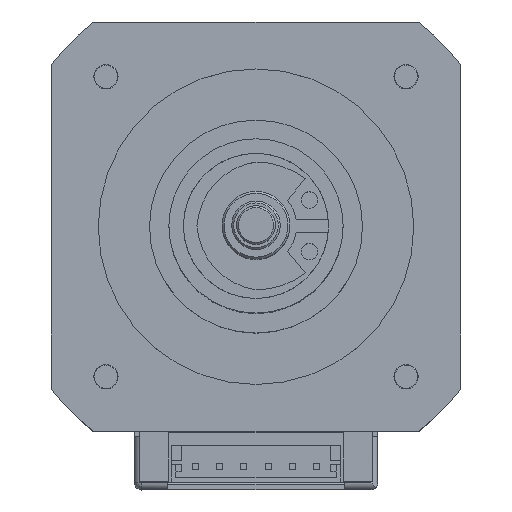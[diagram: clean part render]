
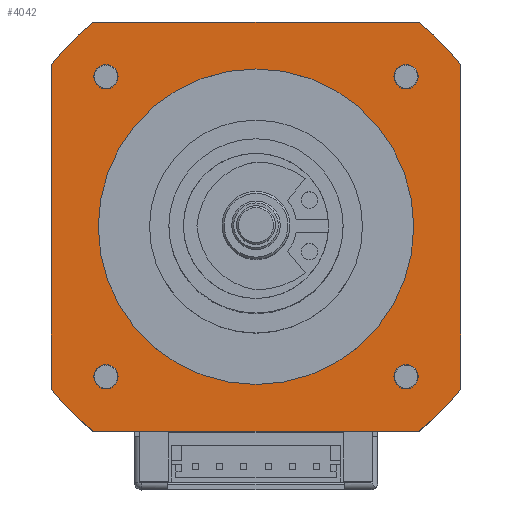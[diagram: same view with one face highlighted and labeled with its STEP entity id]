
A CAD part, top view. The second image highlights one B-rep face of the part: STEP entity #4042.
In plain terms, the highlighted planar face has unit normal (0, 0, 1).
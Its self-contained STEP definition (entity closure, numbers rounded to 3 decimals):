
#3401=CARTESIAN_POINT('',(-14.25,-15.5,16.15));
#3402=VERTEX_POINT('',#3401);
#3403=CARTESIAN_POINT('',(-15.5,-15.5,16.15));
#3404=DIRECTION('',(0.0,0.0,-1.0));
#3405=DIRECTION('',(1.0,0.0,0.0));
#3406=AXIS2_PLACEMENT_3D('',#3403,#3404,#3405);
#3407=CIRCLE('',#3406,1.25);
#3408=EDGE_CURVE('',#3402,#3402,#3407,.T.);
#3429=CARTESIAN_POINT('',(-14.25,15.5,16.15));
#3430=VERTEX_POINT('',#3429);
#3431=CARTESIAN_POINT('',(-15.5,15.5,16.15));
#3432=DIRECTION('',(0.0,0.0,-1.0));
#3433=DIRECTION('',(1.0,0.0,0.0));
#3434=AXIS2_PLACEMENT_3D('',#3431,#3432,#3433);
#3435=CIRCLE('',#3434,1.25);
#3436=EDGE_CURVE('',#3430,#3430,#3435,.T.);
#3457=CARTESIAN_POINT('',(16.75,15.5,16.15));
#3458=VERTEX_POINT('',#3457);
#3459=CARTESIAN_POINT('',(15.5,15.5,16.15));
#3460=DIRECTION('',(0.0,0.0,-1.0));
#3461=DIRECTION('',(1.0,0.0,0.0));
#3462=AXIS2_PLACEMENT_3D('',#3459,#3460,#3461);
#3463=CIRCLE('',#3462,1.25);
#3464=EDGE_CURVE('',#3458,#3458,#3463,.T.);
#3485=CARTESIAN_POINT('',(16.75,-15.5,16.15));
#3486=VERTEX_POINT('',#3485);
#3487=CARTESIAN_POINT('',(15.5,-15.5,16.15));
#3488=DIRECTION('',(0.0,0.0,-1.0));
#3489=DIRECTION('',(1.0,0.0,0.0));
#3490=AXIS2_PLACEMENT_3D('',#3487,#3488,#3489);
#3491=CIRCLE('',#3490,1.25);
#3492=EDGE_CURVE('',#3486,#3486,#3491,.T.);
#3552=CARTESIAN_POINT('',(16.3,0.,16.15));
#3553=VERTEX_POINT('',#3552);
#3554=CARTESIAN_POINT('',(0.,0.0,16.15));
#3555=DIRECTION('',(0.0,0.0,-1.0));
#3556=DIRECTION('',(-1.0,0.0,0.0));
#3557=AXIS2_PLACEMENT_3D('',#3554,#3555,#3556);
#3558=CIRCLE('',#3557,16.3);
#3559=EDGE_CURVE('',#3553,#3553,#3558,.T.);
#3728=CARTESIAN_POINT('',(21.15,16.783,16.15));
#3729=VERTEX_POINT('',#3728);
#3736=CARTESIAN_POINT('',(21.15,-16.783,16.15));
#3737=VERTEX_POINT('',#3736);
#3738=CARTESIAN_POINT('',(21.15,-16.783,16.15));
#3739=DIRECTION('',(0.0,1.0,0.0));
#3740=VECTOR('',#3739,33.567);
#3741=LINE('',#3738,#3740);
#3742=EDGE_CURVE('',#3737,#3729,#3741,.T.);
#3777=CARTESIAN_POINT('',(-16.783,21.15,16.15));
#3778=VERTEX_POINT('',#3777);
#3785=CARTESIAN_POINT('',(16.783,21.15,16.15));
#3786=VERTEX_POINT('',#3785);
#3787=CARTESIAN_POINT('',(16.783,21.15,16.15));
#3788=DIRECTION('',(-1.0,0.0,0.0));
#3789=VECTOR('',#3788,33.567);
#3790=LINE('',#3787,#3789);
#3791=EDGE_CURVE('',#3786,#3778,#3790,.T.);
#3890=CARTESIAN_POINT('',(-21.15,-16.783,16.15));
#3891=VERTEX_POINT('',#3890);
#3892=CARTESIAN_POINT('',(-16.783,-21.15,16.15));
#3893=VERTEX_POINT('',#3892);
#3894=CARTESIAN_POINT('',(0.,0.0,16.15));
#3895=DIRECTION('',(0.0,0.0,1.0));
#3896=DIRECTION('',(0.622,0.783,0.0));
#3897=AXIS2_PLACEMENT_3D('',#3894,#3895,#3896);
#3898=CIRCLE('',#3897,27.0);
#3899=EDGE_CURVE('',#3891,#3893,#3898,.T.);
#3950=CARTESIAN_POINT('',(-21.15,16.783,16.15));
#3951=VERTEX_POINT('',#3950);
#3952=CARTESIAN_POINT('',(-21.15,16.783,16.15));
#3953=DIRECTION('',(0.0,-1.0,0.0));
#3954=VECTOR('',#3953,33.567);
#3955=LINE('',#3952,#3954);
#3956=EDGE_CURVE('',#3951,#3891,#3955,.T.);
#3975=CARTESIAN_POINT('',(16.783,-21.15,16.15));
#3976=VERTEX_POINT('',#3975);
#3977=CARTESIAN_POINT('',(0.,0.0,16.15));
#3978=DIRECTION('',(0.0,0.0,1.0));
#3979=DIRECTION('',(-0.622,0.783,0.0));
#3980=AXIS2_PLACEMENT_3D('',#3977,#3978,#3979);
#3981=CIRCLE('',#3980,27.0);
#3982=EDGE_CURVE('',#3976,#3737,#3981,.T.);
#3995=CARTESIAN_POINT('',(0.,0.,16.15));
#3996=DIRECTION('',(0.0,0.0,1.0));
#3997=DIRECTION('',(1.0,0.0,0.0));
#3998=AXIS2_PLACEMENT_3D('',#3995,#3996,#3997);
#3999=PLANE('',#3998);
#4000=ORIENTED_EDGE('',*,*,#3899,.T.);
#4001=CARTESIAN_POINT('',(-16.783,-21.15,16.15));
#4002=DIRECTION('',(1.0,0.0,0.0));
#4003=VECTOR('',#4002,33.567);
#4004=LINE('',#4001,#4003);
#4005=EDGE_CURVE('',#3893,#3976,#4004,.T.);
#4006=ORIENTED_EDGE('',*,*,#4005,.T.);
#4007=ORIENTED_EDGE('',*,*,#3982,.T.);
#4008=ORIENTED_EDGE('',*,*,#3742,.T.);
#4009=CARTESIAN_POINT('',(0.,0.0,16.15));
#4010=DIRECTION('',(0.0,0.0,1.0));
#4011=DIRECTION('',(-0.622,-0.783,0.0));
#4012=AXIS2_PLACEMENT_3D('',#4009,#4010,#4011);
#4013=CIRCLE('',#4012,27.0);
#4014=EDGE_CURVE('',#3729,#3786,#4013,.T.);
#4015=ORIENTED_EDGE('',*,*,#4014,.T.);
#4016=ORIENTED_EDGE('',*,*,#3791,.T.);
#4017=CARTESIAN_POINT('',(0.,0.0,16.15));
#4018=DIRECTION('',(0.0,0.0,1.0));
#4019=DIRECTION('',(0.622,-0.783,0.0));
#4020=AXIS2_PLACEMENT_3D('',#4017,#4018,#4019);
#4021=CIRCLE('',#4020,27.0);
#4022=EDGE_CURVE('',#3778,#3951,#4021,.T.);
#4023=ORIENTED_EDGE('',*,*,#4022,.T.);
#4024=ORIENTED_EDGE('',*,*,#3956,.T.);
#4025=EDGE_LOOP('',(#4000,#4006,#4007,#4008,#4015,#4016,#4023,#4024));
#4026=FACE_OUTER_BOUND('',#4025,.T.);
#4027=ORIENTED_EDGE('',*,*,#3559,.T.);
#4028=EDGE_LOOP('',(#4027));
#4029=FACE_BOUND('',#4028,.T.);
#4030=ORIENTED_EDGE('',*,*,#3492,.T.);
#4031=EDGE_LOOP('',(#4030));
#4032=FACE_BOUND('',#4031,.T.);
#4033=ORIENTED_EDGE('',*,*,#3464,.T.);
#4034=EDGE_LOOP('',(#4033));
#4035=FACE_BOUND('',#4034,.T.);
#4036=ORIENTED_EDGE('',*,*,#3436,.T.);
#4037=EDGE_LOOP('',(#4036));
#4038=FACE_BOUND('',#4037,.T.);
#4039=ORIENTED_EDGE('',*,*,#3408,.T.);
#4040=EDGE_LOOP('',(#4039));
#4041=FACE_BOUND('',#4040,.T.);
#4042=ADVANCED_FACE('',(#4026,#4029,#4032,#4035,#4038,#4041),#3999,.T.);
